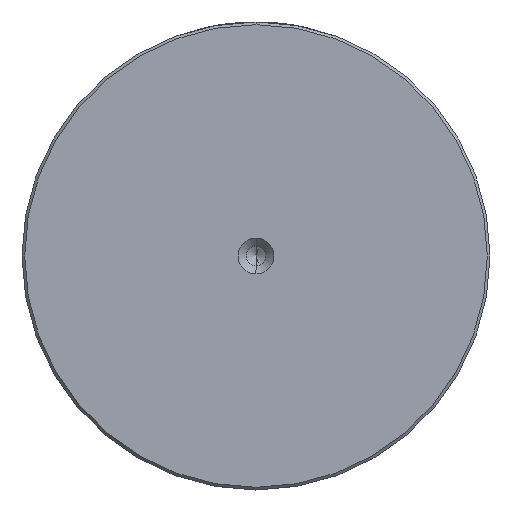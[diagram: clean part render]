
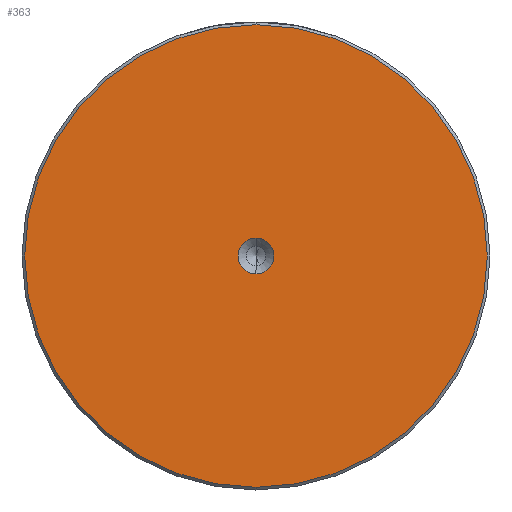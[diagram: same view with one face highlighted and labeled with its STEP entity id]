
A CAD part, left-side view. The second image highlights one B-rep face of the part: STEP entity #363.
In plain terms, the highlighted planar face has unit normal (-1, 0, 0).
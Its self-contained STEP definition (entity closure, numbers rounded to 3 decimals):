
#255 = EDGE_CURVE ( 'NONE', #1492, #3063, #3360, .T. ) ;
#363 = ADVANCED_FACE ( 'NONE', ( #1653, #3090 ), #2532, .T. ) ;
#453 = AXIS2_PLACEMENT_3D ( 'NONE', #804, #2799, #1076 ) ;
#804 = CARTESIAN_POINT ( 'NONE',  ( 0., 0., 0. ) ) ;
#1000 = CIRCLE ( 'NONE', #1748, 3.3 ) ;
#1076 = DIRECTION ( 'NONE',  ( 0., 0., 1. ) ) ;
#1136 = DIRECTION ( 'NONE',  ( -1., 0., 0. ) ) ;
#1337 = AXIS2_PLACEMENT_3D ( 'NONE', #2231, #1954, #1944 ) ;
#1492 = VERTEX_POINT ( 'NONE', #2494 ) ;
#1498 = DIRECTION ( 'NONE',  ( -1., 0., 0. ) ) ;
#1650 = ORIENTED_EDGE ( 'NONE', *, *, #2463, .T. ) ;
#1653 = FACE_OUTER_BOUND ( 'NONE', #2069, .T. ) ;
#1748 = AXIS2_PLACEMENT_3D ( 'NONE', #2848, #1136, #3141 ) ;
#1796 = DIRECTION ( 'NONE',  ( 0., 0., 1. ) ) ;
#1944 = DIRECTION ( 'NONE',  ( 0., 0., 1. ) ) ;
#1945 = CARTESIAN_POINT ( 'NONE',  ( 0., 0., 42.5 ) ) ;
#1954 = DIRECTION ( 'NONE',  ( -1., 0., 0. ) ) ;
#2069 = EDGE_LOOP ( 'NONE', ( #2173, #1650 ) ) ;
#2173 = ORIENTED_EDGE ( 'NONE', *, *, #255, .T. ) ;
#2231 = CARTESIAN_POINT ( 'NONE',  ( 0., 0., 0. ) ) ;
#2242 = ORIENTED_EDGE ( 'NONE', *, *, #2257, .F. ) ;
#2257 = EDGE_CURVE ( 'NONE', #2824, #3080, #2960, .T. ) ;
#2337 = DIRECTION ( 'NONE',  ( -1., 0., 0. ) ) ;
#2375 = CARTESIAN_POINT ( 'NONE',  ( 0., 0., 0. ) ) ;
#2426 = CIRCLE ( 'NONE', #3333, 42.5 ) ;
#2463 = EDGE_CURVE ( 'NONE', #3063, #1492, #2426, .T. ) ;
#2494 = CARTESIAN_POINT ( 'NONE',  ( 0., 0., -42.5 ) ) ;
#2532 = PLANE ( 'NONE',  #1337 ) ;
#2799 = DIRECTION ( 'NONE',  ( -1., 0., 0. ) ) ;
#2824 = VERTEX_POINT ( 'NONE', #3501 ) ;
#2848 = CARTESIAN_POINT ( 'NONE',  ( 0., 0., 0. ) ) ;
#2960 = CIRCLE ( 'NONE', #453, 3.3 ) ;
#3005 = ORIENTED_EDGE ( 'NONE', *, *, #3419, .F. ) ;
#3063 = VERTEX_POINT ( 'NONE', #1945 ) ;
#3079 = CARTESIAN_POINT ( 'NONE',  ( 0., 0., -3.3 ) ) ;
#3080 = VERTEX_POINT ( 'NONE', #3079 ) ;
#3090 = FACE_BOUND ( 'NONE', #3585, .T. ) ;
#3141 = DIRECTION ( 'NONE',  ( 0., 0., 1. ) ) ;
#3209 = CARTESIAN_POINT ( 'NONE',  ( 0., 0., 0. ) ) ;
#3333 = AXIS2_PLACEMENT_3D ( 'NONE', #3209, #1498, #3496 ) ;
#3360 = CIRCLE ( 'NONE', #3444, 42.5 ) ;
#3419 = EDGE_CURVE ( 'NONE', #3080, #2824, #1000, .T. ) ;
#3444 = AXIS2_PLACEMENT_3D ( 'NONE', #2375, #2337, #1796 ) ;
#3496 = DIRECTION ( 'NONE',  ( 0., 0., 1. ) ) ;
#3501 = CARTESIAN_POINT ( 'NONE',  ( 0., 0., 3.3 ) ) ;
#3585 = EDGE_LOOP ( 'NONE', ( #2242, #3005 ) ) ;
